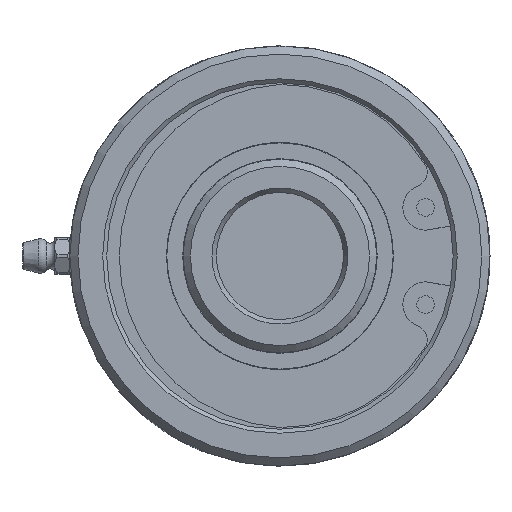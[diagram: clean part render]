
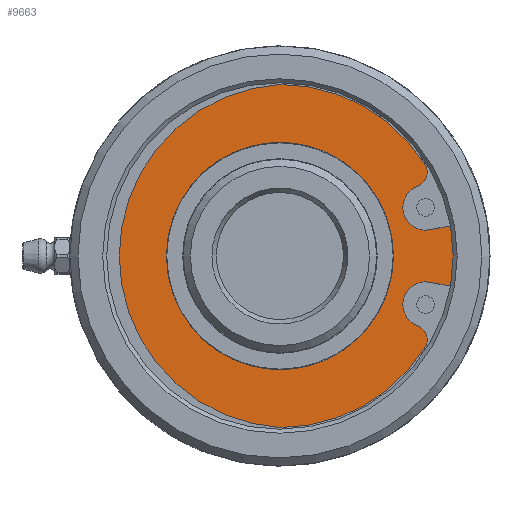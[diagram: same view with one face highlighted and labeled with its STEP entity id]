
A CAD part, left-side view. The second image highlights one B-rep face of the part: STEP entity #9663.
In plain terms, the highlighted planar face has unit normal (-1, 0, 0).
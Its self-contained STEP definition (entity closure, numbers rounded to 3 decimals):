
#443=PLANE('',#10488);
#603=FACE_BOUND('',#1365,.T.);
#774=FACE_OUTER_BOUND('',#1364,.T.);
#1364=EDGE_LOOP('',(#7040,#7041,#7042,#7043,#7044,#7045,#7046,#7047,#7048,
#7049));
#1365=EDGE_LOOP('',(#7050,#7051));
#2481=CIRCLE('',#10350,22.325);
#2482=CIRCLE('',#10351,22.325);
#2533=CIRCLE('',#10451,4.474);
#2539=CIRCLE('',#10462,33.733);
#2541=CIRCLE('',#10465,2.949);
#2543=CIRCLE('',#10468,4.474);
#2545=CIRCLE('',#10471,2.949);
#2547=CIRCLE('',#10474,33.733);
#2549=CIRCLE('',#10477,33.806);
#2551=CIRCLE('',#10484,36.9);
#2871=LINE('',#15238,#3343);
#2875=LINE('',#15248,#3347);
#3343=VECTOR('',#11672,10.);
#3347=VECTOR('',#11678,10.);
#3982=VERTEX_POINT('',#14792);
#3983=VERTEX_POINT('',#14793);
#4055=VERTEX_POINT('',#15226);
#4056=VERTEX_POINT('',#15228);
#4059=VERTEX_POINT('',#15236);
#4063=VERTEX_POINT('',#15245);
#4064=VERTEX_POINT('',#15247);
#4071=VERTEX_POINT('',#15266);
#4072=VERTEX_POINT('',#15268);
#4074=VERTEX_POINT('',#15277);
#4076=VERTEX_POINT('',#15283);
#4078=VERTEX_POINT('',#15289);
#5038=EDGE_CURVE('',#3982,#3983,#2481,.T.);
#5039=EDGE_CURVE('',#3983,#3982,#2482,.T.);
#5154=EDGE_CURVE('',#4056,#4055,#2533,.T.);
#5159=EDGE_CURVE('',#4055,#4059,#2871,.T.);
#5163=EDGE_CURVE('',#4064,#4063,#2875,.T.);
#5173=EDGE_CURVE('',#4072,#4071,#2539,.T.);
#5176=EDGE_CURVE('',#4071,#4056,#2541,.T.);
#5179=EDGE_CURVE('',#4063,#4074,#2543,.T.);
#5182=EDGE_CURVE('',#4074,#4076,#2545,.T.);
#5185=EDGE_CURVE('',#4076,#4078,#2547,.T.);
#5187=EDGE_CURVE('',#4078,#4072,#2549,.T.);
#5202=EDGE_CURVE('',#4059,#4064,#2551,.T.);
#7040=ORIENTED_EDGE('',*,*,#5163,.T.);
#7041=ORIENTED_EDGE('',*,*,#5179,.T.);
#7042=ORIENTED_EDGE('',*,*,#5182,.T.);
#7043=ORIENTED_EDGE('',*,*,#5185,.T.);
#7044=ORIENTED_EDGE('',*,*,#5187,.T.);
#7045=ORIENTED_EDGE('',*,*,#5173,.T.);
#7046=ORIENTED_EDGE('',*,*,#5176,.T.);
#7047=ORIENTED_EDGE('',*,*,#5154,.T.);
#7048=ORIENTED_EDGE('',*,*,#5159,.T.);
#7049=ORIENTED_EDGE('',*,*,#5202,.T.);
#7050=ORIENTED_EDGE('',*,*,#5038,.T.);
#7051=ORIENTED_EDGE('',*,*,#5039,.T.);
#9663=ADVANCED_FACE('',(#774,#603),#443,.F.);
#10350=AXIS2_PLACEMENT_3D('',#14794,#11416,#11417);
#10351=AXIS2_PLACEMENT_3D('',#14795,#11418,#11419);
#10451=AXIS2_PLACEMENT_3D('',#15229,#11664,#11665);
#10462=AXIS2_PLACEMENT_3D('',#15269,#11699,#11700);
#10465=AXIS2_PLACEMENT_3D('',#15273,#11706,#11707);
#10468=AXIS2_PLACEMENT_3D('',#15279,#11713,#11714);
#10471=AXIS2_PLACEMENT_3D('',#15285,#11720,#11721);
#10474=AXIS2_PLACEMENT_3D('',#15291,#11727,#11728);
#10477=AXIS2_PLACEMENT_3D('',#15294,#11733,#11734);
#10484=AXIS2_PLACEMENT_3D('',#15448,#11747,#11748);
#10488=AXIS2_PLACEMENT_3D('',#15453,#11755,#11756);
#11416=DIRECTION('center_axis',(1.,0.,0.));
#11417=DIRECTION('ref_axis',(0.,-1.,0.));
#11418=DIRECTION('center_axis',(1.,0.,0.));
#11419=DIRECTION('ref_axis',(0.,-1.,0.));
#11664=DIRECTION('center_axis',(1.,0.,0.));
#11665=DIRECTION('ref_axis',(0.,0.355,-0.935));
#11672=DIRECTION('',(0.,-0.985,-0.174));
#11678=DIRECTION('',(0.,0.985,-0.174));
#11699=DIRECTION('center_axis',(-1.,0.,0.));
#11700=DIRECTION('ref_axis',(0.,0.849,0.528));
#11706=DIRECTION('center_axis',(-1.,0.,0.));
#11707=DIRECTION('ref_axis',(0.,0.355,-0.935));
#11713=DIRECTION('center_axis',(1.,0.,0.));
#11714=DIRECTION('ref_axis',(0.,-0.046,-0.999));
#11720=DIRECTION('center_axis',(-1.,0.,0.));
#11721=DIRECTION('ref_axis',(0.,0.893,-0.451));
#11727=DIRECTION('center_axis',(-1.,0.,0.));
#11728=DIRECTION('ref_axis',(0.,0.,-1.));
#11733=DIRECTION('center_axis',(-1.,0.,0.));
#11734=DIRECTION('ref_axis',(0.,-0.066,0.998));
#11747=DIRECTION('center_axis',(-1.,0.,0.));
#11748=DIRECTION('ref_axis',(0.,1.,0.));
#11755=DIRECTION('center_axis',(1.,0.,0.));
#11756=DIRECTION('ref_axis',(0.,0.,-1.));
#14792=CARTESIAN_POINT('',(7.26,-22.325,0.));
#14793=CARTESIAN_POINT('',(7.26,22.325,0.));
#14794=CARTESIAN_POINT('Origin',(7.26,0.,0.));
#14795=CARTESIAN_POINT('Origin',(7.26,0.,0.));
#15226=CARTESIAN_POINT('',(7.26,-28.843,-5.086));
#15228=CARTESIAN_POINT('',(7.26,-27.053,-13.738));
#15229=CARTESIAN_POINT('Origin',(7.26,-28.639,-9.555));
#15236=CARTESIAN_POINT('',(7.26,-36.339,-6.408));
#15238=CARTESIAN_POINT('',(7.26,-4.374,-0.771));
#15245=CARTESIAN_POINT('',(7.26,-28.843,5.086));
#15247=CARTESIAN_POINT('',(7.26,-36.339,6.408));
#15248=CARTESIAN_POINT('',(7.26,-0.625,0.11));
#15266=CARTESIAN_POINT('',(7.26,-28.639,-17.825));
#15268=CARTESIAN_POINT('',(7.26,0.,-33.733));
#15269=CARTESIAN_POINT('Origin',(7.26,0.,0.));
#15273=CARTESIAN_POINT('Origin',(7.26,-26.007,-16.495));
#15277=CARTESIAN_POINT('',(7.26,-27.053,13.738));
#15279=CARTESIAN_POINT('Origin',(7.26,-28.639,9.555));
#15283=CARTESIAN_POINT('',(7.26,-28.639,17.825));
#15285=CARTESIAN_POINT('Origin',(7.26,-26.007,16.495));
#15289=CARTESIAN_POINT('',(7.26,0.,33.733));
#15291=CARTESIAN_POINT('Origin',(7.26,0.,0.));
#15294=CARTESIAN_POINT('Origin',(7.26,-2.225,0.));
#15448=CARTESIAN_POINT('Origin',(7.26,0.,0.));
#15453=CARTESIAN_POINT('Origin',(7.26,28.45,0.));
